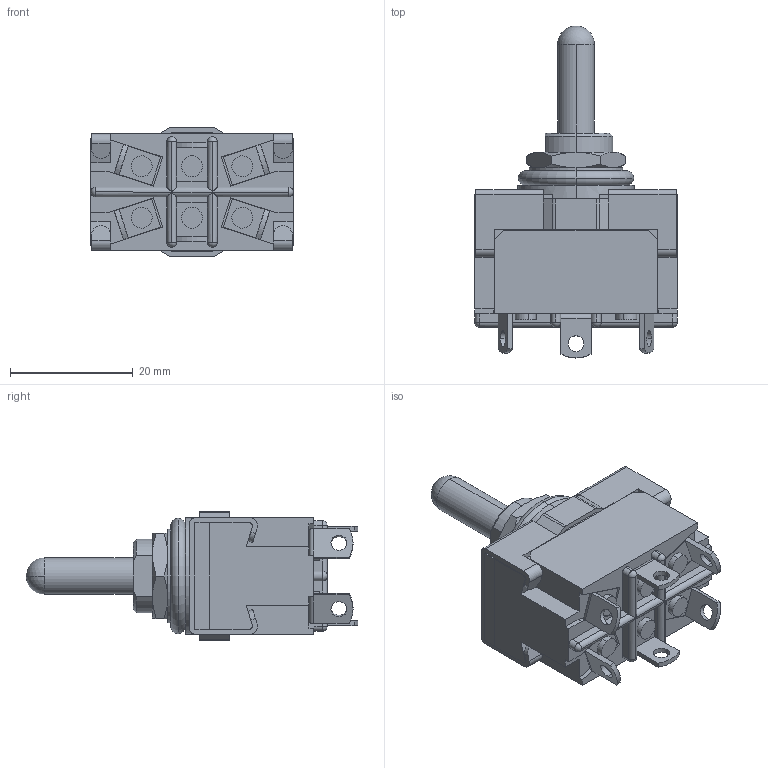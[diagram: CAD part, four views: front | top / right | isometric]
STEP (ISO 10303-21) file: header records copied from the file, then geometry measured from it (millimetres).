
FILE_DESCRIPTION (( 'STEP AP203' ), '1' );
FILE_NAME ('AWTP01.STEP', '2020-03-16T00:18:09', ( '' ), ( '' ), 'SwSTEP 2.0', 'SolidWorks 2018', '' );
FILE_SCHEMA (( 'CONFIG_CONTROL_DESIGN' ));
Length unit declared in the file: millimetre
Products named in the file (8): 働乕僗 2嬌 (A僔儕乕僘); 上組 防水トグル(単極-2極) (AWシリーズ); AWTP01; 1端子 (Aシリーズ); 壓慻 2嬌 1抂巕 (A僔儕乕僘); 9801 0063 20(ナット)model; 6061 5100 パッキン; 9803 0458 20(L儚僢僔儍乕)model
Assembly tree (12 placements, depth 3):
  AWTP01
    上組 防水トグル(単極-2極) (AWシリーズ)
    9801 0063 20(ナット)model
    9803 0458 20(L儚僢僔儍乕)model
    6061 5100 パッキン
    壓慻 2嬌 1抂巕 (A僔儕乕僘)
      働乕僗 2嬌 (A僔儕乕僘)
      1端子 (Aシリーズ)  x6
Bounding box: 33 x 54.1 x 21 mm (x, y, z)
Volume: 14469 mm3; surface area: 8409.3 mm2
Topology: 11 solids, 11 shells, 400 faces, 1036 edges, 665 vertices
Faces by surface type: plane 218, cylinder 153, cone 15, sphere 8, torus 6
Entity records: 10832 total; most frequent: CARTESIAN_POINT 1865, DIRECTION 1706, ORIENTED_EDGE 1666, EDGE_CURVE 833, AXIS2_PLACEMENT_3D 576, LINE 554, VECTOR 554, VERTEX_POINT 535
